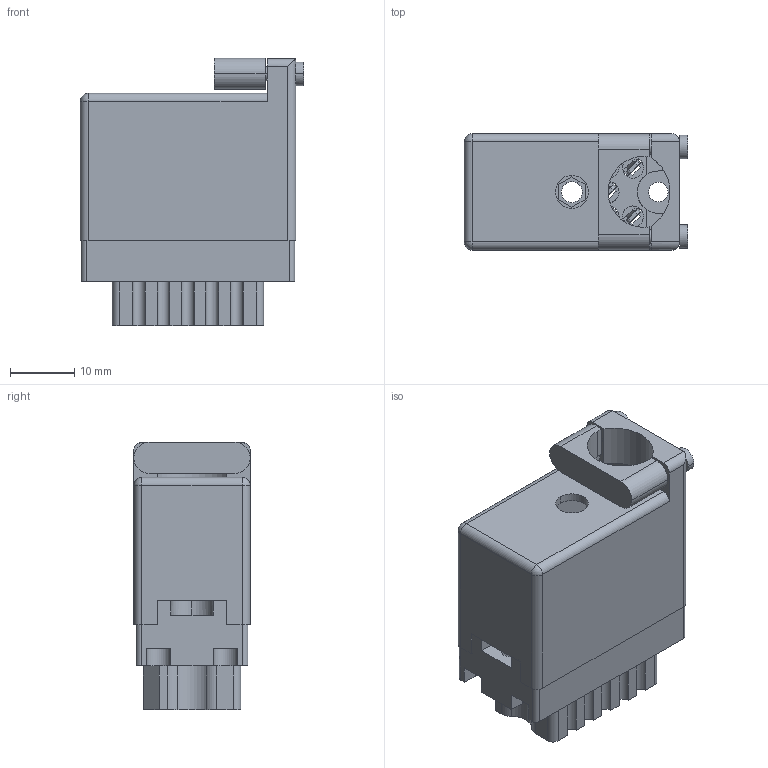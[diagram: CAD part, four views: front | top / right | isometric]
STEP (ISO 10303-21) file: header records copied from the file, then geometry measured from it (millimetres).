
FILE_DESCRIPTION (( 'STEP AP203' ), '1' );
FILE_NAME ('519-014-500-460.STEP', '2020-09-09T18:08:33', ( '' ), ( '' ), 'SwSTEP 2.0', 'SolidWorks 2020', '' );
FILE_SCHEMA (( 'CONFIG_CONTROL_DESIGN' ));
Length unit declared in the file: inch
Products named in the file (4): 519 Receptacle Insulator_014; 519-014-500-460; 516-292-001_500 Contact; 516-230-001_Metal - 020 Top Entry
Assembly tree (16 placements, depth 2):
  519-014-500-460
    519 Receptacle Insulator_014
    516-292-001_500 Contact  x14
    516-230-001_Metal - 020 Top Entry
Bounding box: 34.92 x 18.16 x 41.71 mm (x, y, z)
Volume: 10452.6 mm3; surface area: 15454.4 mm2
Topology: 16 solids, 16 shells, 1606 faces, 4653 edges, 3086 vertices
Faces by surface type: plane 958, cylinder 560, bspline 84, cone 2, sphere 2
Entity records: 21526 total; most frequent: CARTESIAN_POINT 3939, ORIENTED_EDGE 3582, DIRECTION 3483, EDGE_CURVE 1791, LINE 1281, VECTOR 1281, VERTEX_POINT 1188, AXIS2_PLACEMENT_3D 1101
